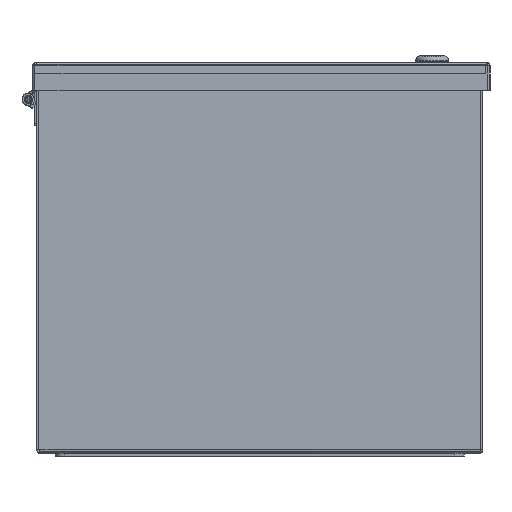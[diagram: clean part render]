
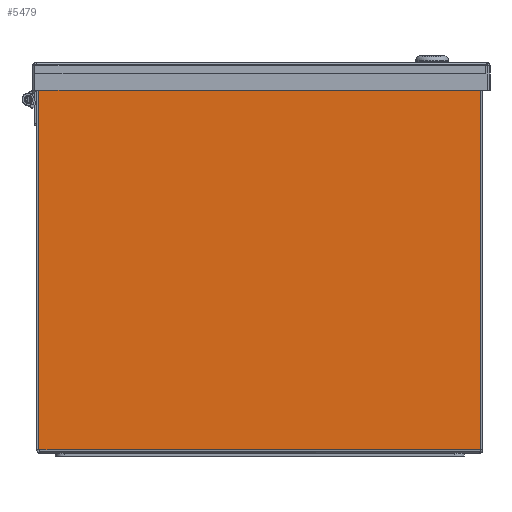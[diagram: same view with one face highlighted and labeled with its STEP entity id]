
A CAD part, front view. The second image highlights one B-rep face of the part: STEP entity #5479.
In plain terms, the highlighted planar face has unit normal (0, -1, 0).
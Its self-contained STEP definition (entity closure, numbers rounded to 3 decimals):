
#5479 = ADVANCED_FACE( '', ( #11547 ), #11548, .F. );
#11547 = FACE_OUTER_BOUND( '', #39431, .T. );
#11548 = PLANE( '', #39432 );
#39431 = EDGE_LOOP( '', ( #63049, #63050, #63051, #63052, #63053, #63054 ) );
#39432 = AXIS2_PLACEMENT_3D( '', #63055, #63056, #63057 );
#63049 = ORIENTED_EDGE( '', *, *, #76014, .T. );
#63050 = ORIENTED_EDGE( '', *, *, #71946, .F. );
#63051 = ORIENTED_EDGE( '', *, *, #76015, .T. );
#63052 = ORIENTED_EDGE( '', *, *, #76016, .T. );
#63053 = ORIENTED_EDGE( '', *, *, #76017, .T. );
#63054 = ORIENTED_EDGE( '', *, *, #75510, .T. );
#63055 = CARTESIAN_POINT( '', ( -1053.948, -304.8, 0. ) );
#63056 = DIRECTION( '', ( 0., 1., 0. ) );
#63057 = DIRECTION( '', ( 0., 0., 1. ) );
#71946 = EDGE_CURVE( '', #80013, #80015, #80016, .T. );
#75510 = EDGE_CURVE( '', #85384, #85381, #85385, .T. );
#76014 = EDGE_CURVE( '', #85381, #80015, #86006, .T. );
#76015 = EDGE_CURVE( '', #80013, #86007, #86008, .T. );
#76016 = EDGE_CURVE( '', #86007, #81836, #86009, .F. );
#76017 = EDGE_CURVE( '', #81836, #85384, #86010, .T. );
#80013 = VERTEX_POINT( '', #93866 );
#80015 = VERTEX_POINT( '', #93877 );
#80016 = LINE( '', #93878, #93879 );
#81836 = VERTEX_POINT( '', #99307 );
#85381 = VERTEX_POINT( '', #108735 );
#85384 = VERTEX_POINT( '', #108739 );
#85385 = LINE( '', #108740, #108741 );
#86006 = LINE( '', #110234, #110235 );
#86007 = VERTEX_POINT( '', #110236 );
#86008 = LINE( '', #110237, #110238 );
#86009 = LINE( '', #110239, #110240 );
#86010 = LINE( '', #110241, #110242 );
#93866 = CARTESIAN_POINT( '', ( -150.863, -304.8, 251.663 ) );
#93877 = CARTESIAN_POINT( '', ( 150.863, -304.8, 251.663 ) );
#93878 = CARTESIAN_POINT( '', ( -1053.948, -304.8, 251.663 ) );
#93879 = VECTOR( '', #114512, 1000. );
#99307 = CARTESIAN_POINT( '', ( -150.873, -304.8, 2.337 ) );
#108735 = CARTESIAN_POINT( '', ( 150.873, -304.8, 251.653 ) );
#108739 = CARTESIAN_POINT( '', ( 150.873, -304.8, 2.337 ) );
#108740 = CARTESIAN_POINT( '', ( 150.873, -304.8, 0. ) );
#108741 = VECTOR( '', #116780, 1000. );
#110234 = CARTESIAN_POINT( '', ( 151.408, -304.8, 251.118 ) );
#110235 = VECTOR( '', #117067, 1000. );
#110236 = CARTESIAN_POINT( '', ( -150.873, -304.8, 251.653 ) );
#110237 = CARTESIAN_POINT( '', ( -141.017, -304.8, 261.509 ) );
#110238 = VECTOR( '', #117068, 1000. );
#110239 = CARTESIAN_POINT( '', ( -150.873, -304.8, 0. ) );
#110240 = VECTOR( '', #117069, 1000. );
#110241 = CARTESIAN_POINT( '', ( -1053.948, -304.8, 2.337 ) );
#110242 = VECTOR( '', #117070, 1000. );
#114512 = DIRECTION( '', ( 1., 0., 0. ) );
#116780 = DIRECTION( '', ( 0., 0., 1. ) );
#117067 = DIRECTION( '', ( -0.707, 0., 0.707 ) );
#117068 = DIRECTION( '', ( -0.707, 0., -0.707 ) );
#117069 = DIRECTION( '', ( 0., 0., 1. ) );
#117070 = DIRECTION( '', ( 1., 0., 0. ) );
